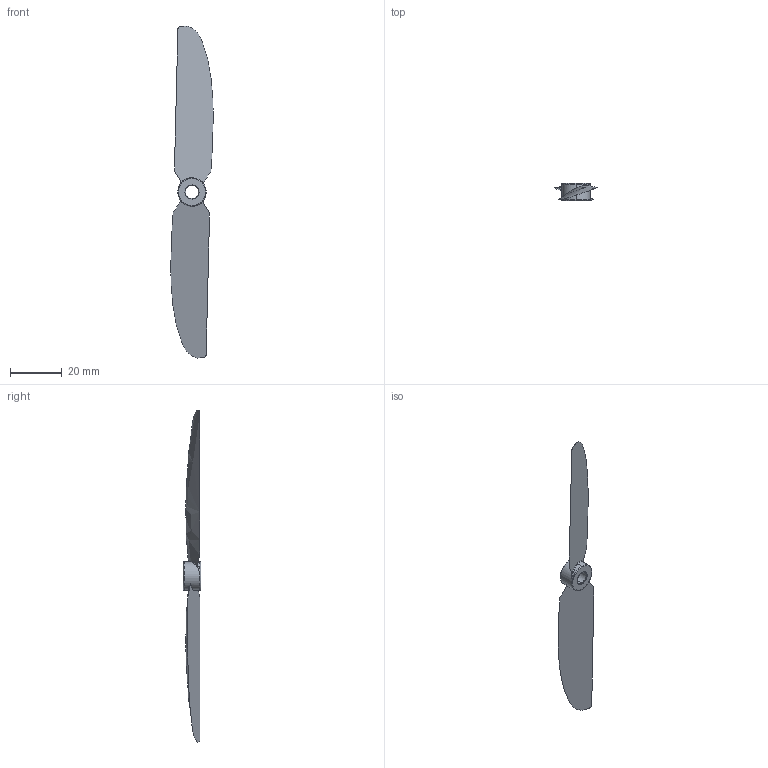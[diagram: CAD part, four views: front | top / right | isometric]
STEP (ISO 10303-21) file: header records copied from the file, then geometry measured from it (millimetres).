
FILE_DESCRIPTION (( 'STEP AP214' ), '1' );
FILE_NAME ('5040PropCCW.STEP', '2015-12-28T23:12:59', ( '' ), ( '' ), 'SwSTEP 2.0', 'SolidWorks 2014', '' );
FILE_SCHEMA (( 'AUTOMOTIVE_DESIGN' ));
Length unit declared in the file: inch
Products named in the file (1): 5040PropCCW
Bounding box: 16.34 x 6.6 x 127.9 mm (x, y, z)
Volume: 2876.5 mm3; surface area: 4168.7 mm2
Topology: 2 solids, 2 shells, 36 faces, 86 edges, 52 vertices
Faces by surface type: torus 16, cylinder 8, plane 6, bspline 6
Entity records: 2215 total; most frequent: CARTESIAN_POINT 1369, DIRECTION 168, ORIENTED_EDGE 168, EDGE_CURVE 84, AXIS2_PLACEMENT_3D 79, VERTEX_POINT 52, CIRCLE 48, EDGE_LOOP 40
